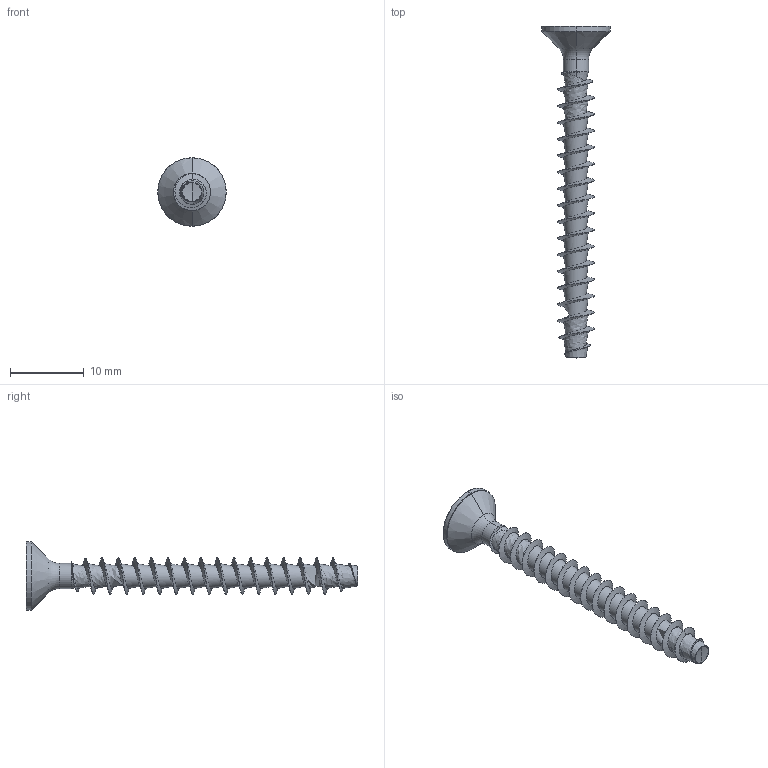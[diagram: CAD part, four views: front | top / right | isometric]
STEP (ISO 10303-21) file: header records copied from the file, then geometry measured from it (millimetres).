
FILE_DESCRIPTION (( 'STEP AP203' ), '1' );
FILE_NAME ('STP41A0500450.STEP', '2017-11-16T16:52:56', ( '' ), ( '' ), 'SwSTEP 2.0', 'SolidWorks 2015', '' );
FILE_SCHEMA (( 'CONFIG_CONTROL_DESIGN' ));
Length unit declared in the file: millimetre
Products named in the file (1): STP41A0500450
Bounding box: 9.3 x 45 x 9.3 mm (x, y, z)
Volume: 491.6 mm3; surface area: 938.6 mm2
Topology: 1 solids, 1 shells, 80 faces, 191 edges, 113 vertices
Faces by surface type: bspline 32, cylinder 24, cone 14, torus 6, sphere 2, plane 2
Entity records: 25362 total; most frequent: CARTESIAN_POINT 23711, ORIENTED_EDGE 378, DIRECTION 254, EDGE_CURVE 189, VERTEX_POINT 113, AXIS2_PLACEMENT_3D 106, B_SPLINE_CURVE_WITH_KNOTS 90, EDGE_LOOP 82
